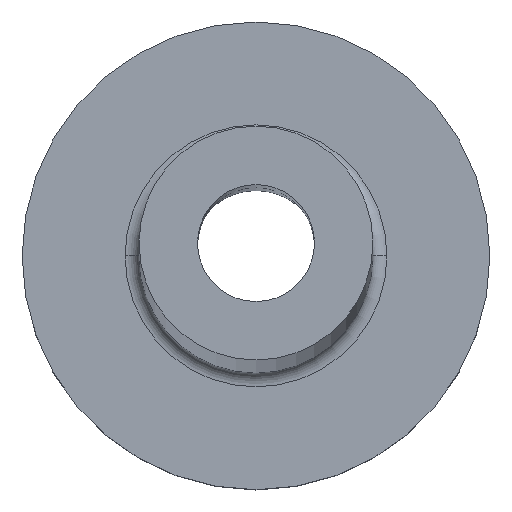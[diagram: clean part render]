
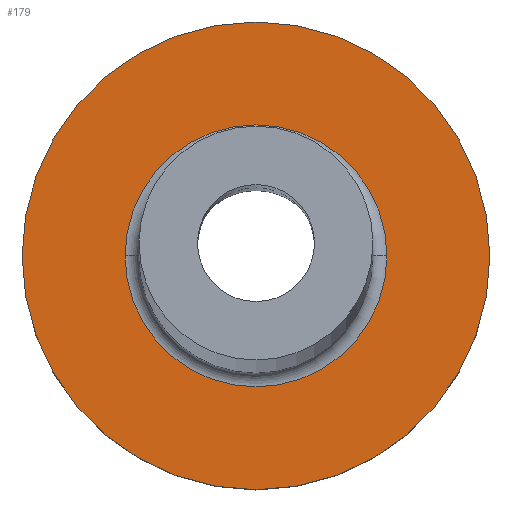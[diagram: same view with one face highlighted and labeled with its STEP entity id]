
A CAD part, top view. The second image highlights one B-rep face of the part: STEP entity #179.
In plain terms, the highlighted planar face has unit normal (0, 0, 1).
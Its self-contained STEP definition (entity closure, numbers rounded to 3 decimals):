
#8 = DIRECTION ( 'NONE',  ( 0., 0., 1. ) ) ;
#17 = DIRECTION ( 'NONE',  ( 0., 0., -1. ) ) ;
#21 = EDGE_LOOP ( 'NONE', ( #338, #326 ) ) ;
#27 = DIRECTION ( 'NONE',  ( 1., 0., 0. ) ) ;
#28 = EDGE_CURVE ( 'NONE', #402, #121, #186, .T. ) ;
#30 = CARTESIAN_POINT ( 'NONE',  ( 0., 0., 3. ) ) ;
#44 = ORIENTED_EDGE ( 'NONE', *, *, #28, .T. ) ;
#88 = AXIS2_PLACEMENT_3D ( 'NONE', #30, #165, #98 ) ;
#98 = DIRECTION ( 'NONE',  ( 1., 0., 0. ) ) ;
#100 = CARTESIAN_POINT ( 'NONE',  ( 0., 0., 3. ) ) ;
#113 = DIRECTION ( 'NONE',  ( 1., 0., 0. ) ) ;
#121 = VERTEX_POINT ( 'NONE', #157 ) ;
#142 = DIRECTION ( 'NONE',  ( 1., 0., 0. ) ) ;
#157 = CARTESIAN_POINT ( 'NONE',  ( -5., 0., 3. ) ) ;
#165 = DIRECTION ( 'NONE',  ( 0., 0., 1. ) ) ;
#177 = CARTESIAN_POINT ( 'NONE',  ( -2.8, 0., 3. ) ) ;
#179 = ADVANCED_FACE ( 'NONE', ( #431, #434 ), #319, .T. ) ;
#185 = EDGE_CURVE ( 'NONE', #229, #405, #449, .T. ) ;
#186 = CIRCLE ( 'NONE', #379, 5. ) ;
#204 = CIRCLE ( 'NONE', #374, 2.8 ) ;
#213 = DIRECTION ( 'NONE',  ( 1., 0., 0. ) ) ;
#221 = CARTESIAN_POINT ( 'NONE',  ( 0., 0., 3. ) ) ;
#229 = VERTEX_POINT ( 'NONE', #324 ) ;
#266 = EDGE_CURVE ( 'NONE', #121, #402, #445, .T. ) ;
#275 = ORIENTED_EDGE ( 'NONE', *, *, #266, .T. ) ;
#316 = EDGE_CURVE ( 'NONE', #405, #229, #204, .T. ) ;
#319 = PLANE ( 'NONE',  #88 ) ;
#324 = CARTESIAN_POINT ( 'NONE',  ( 2.8, 0., 3. ) ) ;
#326 = ORIENTED_EDGE ( 'NONE', *, *, #316, .T. ) ;
#330 = EDGE_LOOP ( 'NONE', ( #275, #44 ) ) ;
#332 = CARTESIAN_POINT ( 'NONE',  ( 0., 0., 3. ) ) ;
#337 = AXIS2_PLACEMENT_3D ( 'NONE', #332, #446, #142 ) ;
#338 = ORIENTED_EDGE ( 'NONE', *, *, #185, .T. ) ;
#342 = CARTESIAN_POINT ( 'NONE',  ( 0., 0., 3. ) ) ;
#363 = AXIS2_PLACEMENT_3D ( 'NONE', #100, #366, #27 ) ;
#366 = DIRECTION ( 'NONE',  ( 0., 0., -1. ) ) ;
#374 = AXIS2_PLACEMENT_3D ( 'NONE', #342, #17, #213 ) ;
#379 = AXIS2_PLACEMENT_3D ( 'NONE', #221, #8, #113 ) ;
#398 = CARTESIAN_POINT ( 'NONE',  ( 5., 0., 3. ) ) ;
#402 = VERTEX_POINT ( 'NONE', #398 ) ;
#405 = VERTEX_POINT ( 'NONE', #177 ) ;
#431 = FACE_BOUND ( 'NONE', #21, .T. ) ;
#434 = FACE_OUTER_BOUND ( 'NONE', #330, .T. ) ;
#445 = CIRCLE ( 'NONE', #337, 5. ) ;
#446 = DIRECTION ( 'NONE',  ( 0., 0., 1. ) ) ;
#449 = CIRCLE ( 'NONE', #363, 2.8 ) ;
